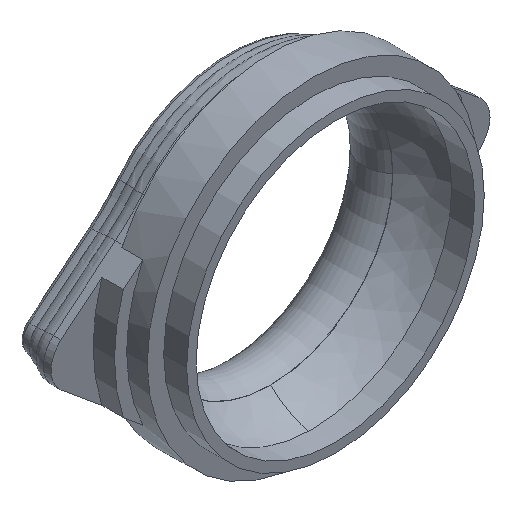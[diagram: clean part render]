
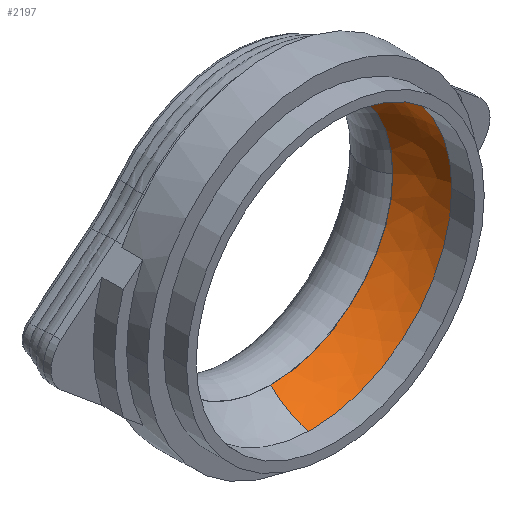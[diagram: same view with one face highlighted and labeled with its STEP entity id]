
A CAD part, isometric view. The second image highlights one B-rep face of the part: STEP entity #2197.
In plain terms, the highlighted free-form (B-spline) face has degree [3, 3] with [7, 4] control points.
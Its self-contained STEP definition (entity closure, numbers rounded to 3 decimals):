
#162=CARTESIAN_POINT('',(0.,-5.5,0.));
#163=DIRECTION('',(0.,1.,0.));
#164=DIRECTION('',(0.,0.,1.));
#165=AXIS2_PLACEMENT_3D('',#162,#163,#164);
#176=CARTESIAN_POINT('',(0.,-0.036,0.));
#177=DIRECTION('',(0.,-1.,0.));
#178=DIRECTION('',(0.,0.,-1.));
#179=AXIS2_PLACEMENT_3D('',#176,#177,#178);
#186=CARTESIAN_POINT('',(0.,-0.036,0.));
#187=DIRECTION('',(0.,-1.,0.));
#188=DIRECTION('',(1.,0.,0.));
#189=AXIS2_PLACEMENT_3D('',#186,#187,#188);
#195=CARTESIAN_POINT('',(0.,-7.645,8.441));
#196=DIRECTION('',(1.,0.,0.));
#197=DIRECTION('',(0.,0.709,0.705));
#198=AXIS2_PLACEMENT_3D('',#195,#196,#197);
#200=CARTESIAN_POINT('',(0.,-7.645,-8.441));
#201=DIRECTION('',(-1.,0.,0.));
#202=DIRECTION('',(0.,0.709,-0.705));
#203=AXIS2_PLACEMENT_3D('',#200,#201,#202);
#1738=CARTESIAN_POINT('',(0.,-5.5,18.95));
#1739=CARTESIAN_POINT('',(0.,-5.5,-18.95));
#1740=VERTEX_POINT('',#1738);
#1741=VERTEX_POINT('',#1739);
#1743=CARTESIAN_POINT('',(0.,-0.036,-16.));
#1745=VERTEX_POINT('',#1743);
#1746=CARTESIAN_POINT('',(16.,-0.036,0.));
#1747=VERTEX_POINT('',#1746);
#1748=CARTESIAN_POINT('',(0.,-0.036,16.));
#1749=VERTEX_POINT('',#1748);
#2161=CARTESIAN_POINT('',(-0.999,0.052,
-15.879));
#2162=CARTESIAN_POINT('',(-1.099,-1.492,
-17.468));
#2163=CARTESIAN_POINT('',(-1.165,-3.445,
-18.52));
#2164=CARTESIAN_POINT('',(-1.191,-5.624,
-18.937));
#2165=CARTESIAN_POINT('',(8.773,0.052,
-16.493));
#2166=CARTESIAN_POINT('',(9.651,-1.492,
-18.144));
#2167=CARTESIAN_POINT('',(10.232,-3.445,
-19.237));
#2168=CARTESIAN_POINT('',(10.462,-5.624,
-19.67));
#2169=CARTESIAN_POINT('',(15.91,0.052,
-9.791));
#2170=CARTESIAN_POINT('',(17.502,-1.492,
-10.771));
#2171=CARTESIAN_POINT('',(18.556,-3.445,
-11.42));
#2172=CARTESIAN_POINT('',(18.974,-5.624,
-11.677));
#2173=CARTESIAN_POINT('',(15.91,0.052,0.));
#2174=CARTESIAN_POINT('',(17.502,-1.492,0.));
#2175=CARTESIAN_POINT('',(18.556,-3.445,0.));
#2176=CARTESIAN_POINT('',(18.974,-5.624,0.));
#2177=CARTESIAN_POINT('',(15.91,0.052,9.791));
#2178=CARTESIAN_POINT('',(17.502,-1.492,10.771));
#2179=CARTESIAN_POINT('',(18.556,-3.445,11.42));
#2180=CARTESIAN_POINT('',(18.974,-5.624,11.677));
#2181=CARTESIAN_POINT('',(8.773,0.052,16.493));
#2182=CARTESIAN_POINT('',(9.651,-1.492,18.144));
#2183=CARTESIAN_POINT('',(10.232,-3.445,19.237));
#2184=CARTESIAN_POINT('',(10.462,-5.624,19.67));
#2185=CARTESIAN_POINT('',(-0.999,0.052,
15.879));
#2186=CARTESIAN_POINT('',(-1.099,-1.492,
17.468));
#2187=CARTESIAN_POINT('',(-1.165,-3.445,
18.52));
#2188=CARTESIAN_POINT('',(-1.191,-5.624,
18.937));
#2189=(BOUNDED_SURFACE()B_SPLINE_SURFACE(3,3,((#2161,#2162,#2163,#2164),(#2165,
#2166,#2167,#2168),(#2169,#2170,#2171,#2172),(#2173,#2174,#2175,#2176),(#2177,
#2178,#2179,#2180),(#2181,#2182,#2183,#2184),(#2185,#2186,#2187,#2188)),
.UNSPECIFIED.,.F.,.F.,.F.)B_SPLINE_SURFACE_WITH_KNOTS((4,3,4),(4,4),(0.,1.,
2.),(0.,1.),.UNSPECIFIED.)GEOMETRIC_REPRESENTATION_ITEM()RATIONAL_B_SPLINE_SURFACE(((1.215,1.178,1.178,1.215),(
0.96,0.93,0.93,0.96),(
0.96,0.93,0.93,0.96),(
1.215,1.178,1.178,1.215),(
0.96,0.93,0.93,0.96),(
0.96,0.93,0.93,0.96),(
1.215,1.178,1.178,1.215)))REPRESENTATION_ITEM('')SURFACE());
#2190=ORIENTED_EDGE('',*,*,#2141,.T.);
#2191=ORIENTED_EDGE('',*,*,#2152,.T.);
#2192=ORIENTED_EDGE('',*,*,#2122,.T.);
#2193=ORIENTED_EDGE('',*,*,#2078,.T.);
#2194=ORIENTED_EDGE('',*,*,#2119,.F.);
#2195=EDGE_LOOP('',(#2190,#2191,#2192,#2193,#2194));
#2196=FACE_OUTER_BOUND('',#2195,.F.);
#2197=ADVANCED_FACE('',(#2196),#2189,.F.);
#166=CIRCLE('',#165,18.95);
#180=CIRCLE('',#179,16.);
#190=CIRCLE('',#189,16.);
#199=CIRCLE('',#198,10.726);
#204=CIRCLE('',#203,10.726);
#2078=EDGE_CURVE('',#1740,#1741,#166,.T.);
#2119=EDGE_CURVE('',#1745,#1741,#204,.T.);
#2122=EDGE_CURVE('',#1749,#1740,#199,.T.);
#2141=EDGE_CURVE('',#1745,#1747,#180,.T.);
#2152=EDGE_CURVE('',#1747,#1749,#190,.T.);
